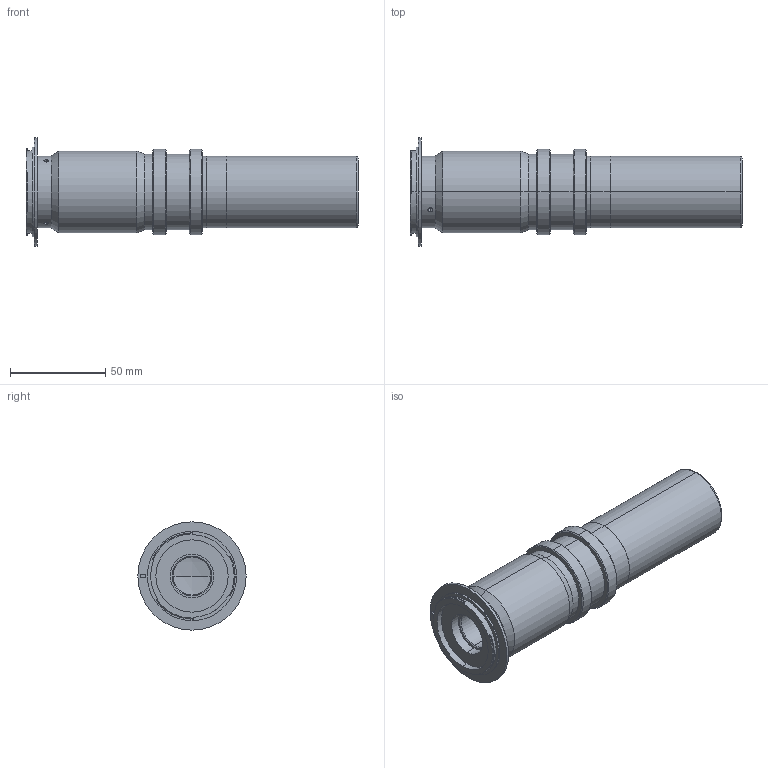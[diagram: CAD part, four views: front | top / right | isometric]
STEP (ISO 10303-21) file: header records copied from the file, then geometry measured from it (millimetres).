
FILE_DESCRIPTION (( 'STEP AP214' ), '1' );
FILE_NAME ('2M16_F.STEP', '2013-05-10T16:12:32', ( 'Work' ), ( '' ), 'SwSTEP 2.0', 'SolidWorks 2013', '' );
FILE_SCHEMA (( 'AUTOMOTIVE_DESIGN' ));
Length unit declared in the file: millimetre
Products named in the file (1): 2M16_F
Bounding box: 174.4 x 56.9 x 56.9 mm (x, y, z)
Surface area: 36322 mm2 (no closed solid volume)
Topology: 0 solids, 9 shells, 116 faces, 312 edges, 210 vertices
Faces by surface type: cylinder 57, plane 32, cone 23, sphere 2, torus 2
Entity records: 5397 total; most frequent: CARTESIAN_POINT 1129, DIRECTION 674, ORIENTED_EDGE 536, EDGE_CURVE 312, AXIS2_PLACEMENT_3D 277, VERTEX_POINT 210, CIRCLE 160, EDGE_LOOP 142
